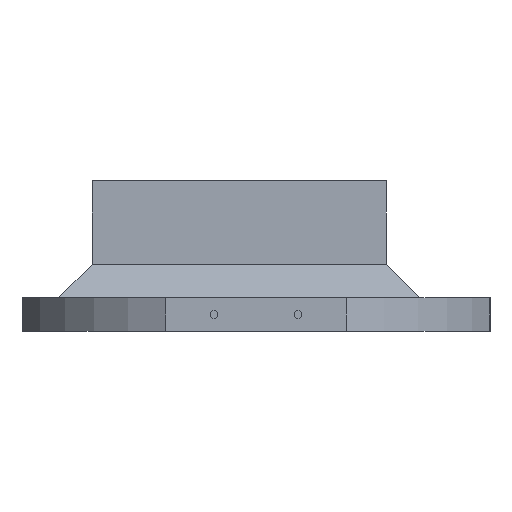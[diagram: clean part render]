
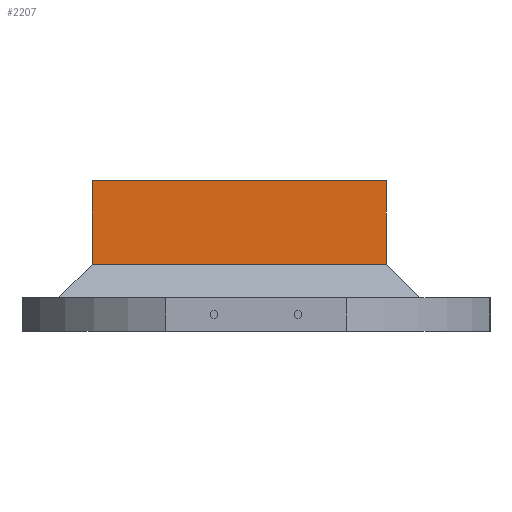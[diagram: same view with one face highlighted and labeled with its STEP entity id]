
A CAD part, left-side view. The second image highlights one B-rep face of the part: STEP entity #2207.
In plain terms, the highlighted planar face has unit normal (-1, 0, 0).
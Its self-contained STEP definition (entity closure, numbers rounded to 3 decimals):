
#10 = FACE_OUTER_BOUND ( 'NONE', #2121, .T. ) ;
#228 = VECTOR ( 'NONE', #295, 1000. ) ;
#295 = DIRECTION ( 'NONE',  ( 0., -1., 0. ) ) ;
#374 = LINE ( 'NONE', #5184, #2668 ) ;
#454 = CARTESIAN_POINT ( 'NONE',  ( -34., -44., -52. ) ) ;
#515 = ORIENTED_EDGE ( 'NONE', *, *, #3338, .F. ) ;
#540 = CARTESIAN_POINT ( 'NONE',  ( -34., 44., -17. ) ) ;
#874 = DIRECTION ( 'NONE',  ( 0., 0., -1. ) ) ;
#884 = EDGE_CURVE ( 'NONE', #4657, #3458, #5102, .T. ) ;
#1163 = LINE ( 'NONE', #454, #3781 ) ;
#1540 = VERTEX_POINT ( 'NONE', #540 ) ;
#1556 = DIRECTION ( 'NONE',  ( 0., 0., 1. ) ) ;
#1615 = CARTESIAN_POINT ( 'NONE',  ( -34., -44., -52. ) ) ;
#2085 = PLANE ( 'NONE',  #4959 ) ;
#2121 = EDGE_LOOP ( 'NONE', ( #2558, #515, #2311, #3347 ) ) ;
#2158 = EDGE_CURVE ( 'NONE', #3458, #3254, #1163, .T. ) ;
#2207 = ADVANCED_FACE ( 'NONE', ( #10 ), #2085, .F. ) ;
#2311 = ORIENTED_EDGE ( 'NONE', *, *, #884, .T. ) ;
#2543 = LINE ( 'NONE', #3427, #3364 ) ;
#2558 = ORIENTED_EDGE ( 'NONE', *, *, #3054, .F. ) ;
#2565 = DIRECTION ( 'NONE',  ( 0., -1., 0. ) ) ;
#2668 = VECTOR ( 'NONE', #4419, 1000. ) ;
#3054 = EDGE_CURVE ( 'NONE', #1540, #3254, #2543, .T. ) ;
#3254 = VERTEX_POINT ( 'NONE', #4264 ) ;
#3338 = EDGE_CURVE ( 'NONE', #4657, #1540, #374, .T. ) ;
#3347 = ORIENTED_EDGE ( 'NONE', *, *, #2158, .T. ) ;
#3364 = VECTOR ( 'NONE', #2565, 1000. ) ;
#3427 = CARTESIAN_POINT ( 'NONE',  ( -34., -44., -17. ) ) ;
#3458 = VERTEX_POINT ( 'NONE', #4945 ) ;
#3781 = VECTOR ( 'NONE', #1556, 1000. ) ;
#4264 = CARTESIAN_POINT ( 'NONE',  ( -34., -44., -17. ) ) ;
#4279 = CARTESIAN_POINT ( 'NONE',  ( -34., 44., -42. ) ) ;
#4419 = DIRECTION ( 'NONE',  ( 0., 0., 1. ) ) ;
#4657 = VERTEX_POINT ( 'NONE', #4279 ) ;
#4725 = CARTESIAN_POINT ( 'NONE',  ( -34., -44., -42. ) ) ;
#4806 = DIRECTION ( 'NONE',  ( 1., 0., 0. ) ) ;
#4945 = CARTESIAN_POINT ( 'NONE',  ( -34., -44., -42. ) ) ;
#4959 = AXIS2_PLACEMENT_3D ( 'NONE', #1615, #4806, #874 ) ;
#5102 = LINE ( 'NONE', #4725, #228 ) ;
#5184 = CARTESIAN_POINT ( 'NONE',  ( -34., 44., -52. ) ) ;
